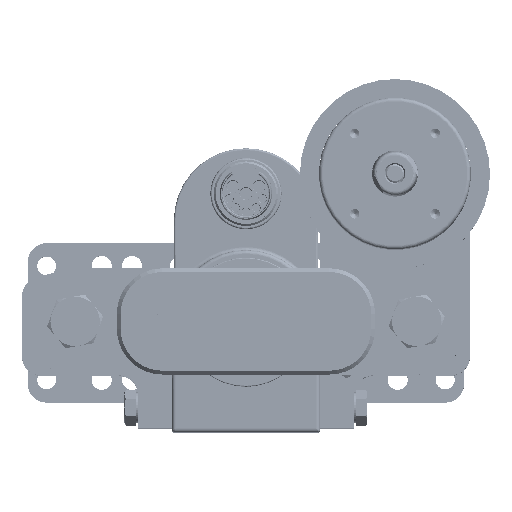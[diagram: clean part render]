
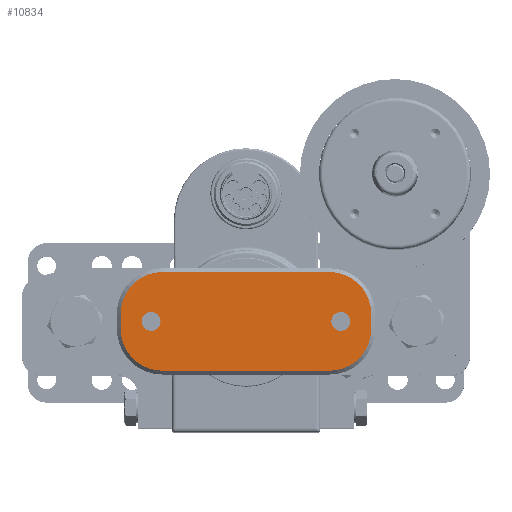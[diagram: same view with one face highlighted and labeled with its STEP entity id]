
A CAD part, top view. The second image highlights one B-rep face of the part: STEP entity #10834.
In plain terms, the highlighted planar face has unit normal (0, 0, 1).
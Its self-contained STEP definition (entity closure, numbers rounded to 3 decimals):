
#458 = CIRCLE ( 'NONE', #58502, 11. ) ;
#540 = CARTESIAN_POINT ( 'NONE',  ( 25., 0., 10. ) ) ;
#753 = CARTESIAN_POINT ( 'NONE',  ( -25., 0., 10. ) ) ;
#766 = EDGE_LOOP ( 'NONE', ( #5745, #41405, #61558, #24046, #58749, #42872, #2249, #26046 ) ) ;
#854 = VERTEX_POINT ( 'NONE', #54651 ) ;
#2249 = ORIENTED_EDGE ( 'NONE', *, *, #38733, .T. ) ;
#2497 = DIRECTION ( 'NONE',  ( 1., 0., 0. ) ) ;
#3047 = CARTESIAN_POINT ( 'NONE',  ( -27.5, 0., 10. ) ) ;
#3346 = PLANE ( 'NONE',  #26114 ) ;
#3662 = CARTESIAN_POINT ( 'NONE',  ( -22., -13., 10. ) ) ;
#4793 = VECTOR ( 'NONE', #10895, 1000. ) ;
#5262 = DIRECTION ( 'NONE',  ( 0., 0., -1. ) ) ;
#5659 = EDGE_CURVE ( 'NONE', #56044, #53014, #23074, .T. ) ;
#5745 = ORIENTED_EDGE ( 'NONE', *, *, #45890, .T. ) ;
#7056 = CIRCLE ( 'NONE', #15050, 2.5 ) ;
#8377 = CARTESIAN_POINT ( 'NONE',  ( 0., 0., 10. ) ) ;
#9181 = DIRECTION ( 'NONE',  ( -1., 0., 0. ) ) ;
#9977 = EDGE_LOOP ( 'NONE', ( #13289, #13820 ) ) ;
#10144 = EDGE_CURVE ( 'NONE', #37225, #42411, #24069, .T. ) ;
#10834 = ADVANCED_FACE ( 'NONE', ( #26906, #13071, #36627 ), #3346, .T. ) ;
#10871 = VECTOR ( 'NONE', #33947, 1000. ) ;
#10895 = DIRECTION ( 'NONE',  ( 1., 0., 0. ) ) ;
#11011 = DIRECTION ( 'NONE',  ( 0., 0., 1. ) ) ;
#12107 = AXIS2_PLACEMENT_3D ( 'NONE', #16308, #11011, #2497 ) ;
#13071 = FACE_BOUND ( 'NONE', #22728, .T. ) ;
#13289 = ORIENTED_EDGE ( 'NONE', *, *, #14068, .T. ) ;
#13528 = DIRECTION ( 'NONE',  ( 0., 1., 0. ) ) ;
#13820 = ORIENTED_EDGE ( 'NONE', *, *, #30202, .T. ) ;
#14068 = EDGE_CURVE ( 'NONE', #60402, #51926, #53628, .T. ) ;
#14533 = DIRECTION ( 'NONE',  ( 0., 0., -1. ) ) ;
#14658 = CARTESIAN_POINT ( 'NONE',  ( 22., 13., 10. ) ) ;
#15050 = AXIS2_PLACEMENT_3D ( 'NONE', #753, #14533, #52761 ) ;
#15338 = CARTESIAN_POINT ( 'NONE',  ( -33., -2., 10. ) ) ;
#16308 = CARTESIAN_POINT ( 'NONE',  ( 22., -2., 10. ) ) ;
#17066 = CIRCLE ( 'NONE', #12107, 11. ) ;
#18438 = VERTEX_POINT ( 'NONE', #3047 ) ;
#19281 = VERTEX_POINT ( 'NONE', #45688 ) ;
#19459 = DIRECTION ( 'NONE',  ( 0., 0., 1. ) ) ;
#19841 = CIRCLE ( 'NONE', #54895, 2.5 ) ;
#21089 = AXIS2_PLACEMENT_3D ( 'NONE', #33041, #27701, #41204 ) ;
#21976 = DIRECTION ( 'NONE',  ( 0., 0., 1. ) ) ;
#22158 = DIRECTION ( 'NONE',  ( 1., 0., 0. ) ) ;
#22728 = EDGE_LOOP ( 'NONE', ( #25172, #29042 ) ) ;
#22978 = EDGE_CURVE ( 'NONE', #854, #56044, #37399, .T. ) ;
#23074 = CIRCLE ( 'NONE', #21089, 11. ) ;
#23198 = VERTEX_POINT ( 'NONE', #54533 ) ;
#24046 = ORIENTED_EDGE ( 'NONE', *, *, #41925, .T. ) ;
#24069 = CIRCLE ( 'NONE', #39170, 11. ) ;
#24488 = CARTESIAN_POINT ( 'NONE',  ( 33., 2., 10. ) ) ;
#25172 = ORIENTED_EDGE ( 'NONE', *, *, #26190, .T. ) ;
#25598 = DIRECTION ( 'NONE',  ( -1., 0., 0. ) ) ;
#25893 = CARTESIAN_POINT ( 'NONE',  ( -22., 13., 10. ) ) ;
#25931 = DIRECTION ( 'NONE',  ( 0., 0., -1. ) ) ;
#26046 = ORIENTED_EDGE ( 'NONE', *, *, #56347, .T. ) ;
#26114 = AXIS2_PLACEMENT_3D ( 'NONE', #8377, #46904, #22158 ) ;
#26190 = EDGE_CURVE ( 'NONE', #18438, #23198, #7056, .T. ) ;
#26849 = VERTEX_POINT ( 'NONE', #25893 ) ;
#26906 = FACE_BOUND ( 'NONE', #9977, .T. ) ;
#27701 = DIRECTION ( 'NONE',  ( 0., 0., 1. ) ) ;
#29042 = ORIENTED_EDGE ( 'NONE', *, *, #35854, .T. ) ;
#30202 = EDGE_CURVE ( 'NONE', #51926, #60402, #59844, .T. ) ;
#32909 = VECTOR ( 'NONE', #13528, 1000. ) ;
#33041 = CARTESIAN_POINT ( 'NONE',  ( 22., 2., 10. ) ) ;
#33622 = CARTESIAN_POINT ( 'NONE',  ( 22.5, 0., 10. ) ) ;
#33947 = DIRECTION ( 'NONE',  ( -1., 0., 0. ) ) ;
#33961 = CARTESIAN_POINT ( 'NONE',  ( -25., 0., 10. ) ) ;
#35633 = EDGE_CURVE ( 'NONE', #42411, #56871, #43481, .T. ) ;
#35854 = EDGE_CURVE ( 'NONE', #23198, #18438, #19841, .T. ) ;
#36627 = FACE_OUTER_BOUND ( 'NONE', #766, .T. ) ;
#37225 = VERTEX_POINT ( 'NONE', #42587 ) ;
#37399 = LINE ( 'NONE', #56755, #32909 ) ;
#38733 = EDGE_CURVE ( 'NONE', #53014, #26849, #45093, .T. ) ;
#38974 = DIRECTION ( 'NONE',  ( 0., 0., -1. ) ) ;
#39170 = AXIS2_PLACEMENT_3D ( 'NONE', #52352, #19459, #47365 ) ;
#41130 = DIRECTION ( 'NONE',  ( 1., 0., 0. ) ) ;
#41204 = DIRECTION ( 'NONE',  ( 1., 0., 0. ) ) ;
#41405 = ORIENTED_EDGE ( 'NONE', *, *, #10144, .T. ) ;
#41925 = EDGE_CURVE ( 'NONE', #56871, #854, #17066, .T. ) ;
#42411 = VERTEX_POINT ( 'NONE', #3662 ) ;
#42587 = CARTESIAN_POINT ( 'NONE',  ( -33., -2., 10. ) ) ;
#42872 = ORIENTED_EDGE ( 'NONE', *, *, #5659, .T. ) ;
#43251 = CARTESIAN_POINT ( 'NONE',  ( 27.5, 0., 10. ) ) ;
#43481 = LINE ( 'NONE', #53779, #4793 ) ;
#45093 = LINE ( 'NONE', #52358, #10871 ) ;
#45688 = CARTESIAN_POINT ( 'NONE',  ( -33., 2., 10. ) ) ;
#45890 = EDGE_CURVE ( 'NONE', #19281, #37225, #58887, .T. ) ;
#46904 = DIRECTION ( 'NONE',  ( 0., 0., 1. ) ) ;
#47365 = DIRECTION ( 'NONE',  ( 1., 0., 0. ) ) ;
#47506 = VECTOR ( 'NONE', #53873, 1000. ) ;
#47639 = AXIS2_PLACEMENT_3D ( 'NONE', #540, #5262, #57541 ) ;
#49301 = CARTESIAN_POINT ( 'NONE',  ( 22., -13., 10. ) ) ;
#50792 = CARTESIAN_POINT ( 'NONE',  ( -22., 2., 10. ) ) ;
#51926 = VERTEX_POINT ( 'NONE', #43251 ) ;
#52352 = CARTESIAN_POINT ( 'NONE',  ( -22., -2., 10. ) ) ;
#52358 = CARTESIAN_POINT ( 'NONE',  ( -22., 13., 10. ) ) ;
#52761 = DIRECTION ( 'NONE',  ( -1., 0., 0. ) ) ;
#53014 = VERTEX_POINT ( 'NONE', #14658 ) ;
#53628 = CIRCLE ( 'NONE', #47639, 2.5 ) ;
#53779 = CARTESIAN_POINT ( 'NONE',  ( 22., -13., 10. ) ) ;
#53868 = AXIS2_PLACEMENT_3D ( 'NONE', #54716, #25931, #25598 ) ;
#53873 = DIRECTION ( 'NONE',  ( 0., -1., 0. ) ) ;
#54533 = CARTESIAN_POINT ( 'NONE',  ( -22.5, 0., 10. ) ) ;
#54651 = CARTESIAN_POINT ( 'NONE',  ( 33., -2., 10. ) ) ;
#54716 = CARTESIAN_POINT ( 'NONE',  ( 25., 0., 10. ) ) ;
#54895 = AXIS2_PLACEMENT_3D ( 'NONE', #33961, #38974, #9181 ) ;
#56044 = VERTEX_POINT ( 'NONE', #24488 ) ;
#56347 = EDGE_CURVE ( 'NONE', #26849, #19281, #458, .T. ) ;
#56755 = CARTESIAN_POINT ( 'NONE',  ( 33., 2., 10. ) ) ;
#56871 = VERTEX_POINT ( 'NONE', #49301 ) ;
#57541 = DIRECTION ( 'NONE',  ( -1., 0., 0. ) ) ;
#58502 = AXIS2_PLACEMENT_3D ( 'NONE', #50792, #21976, #41130 ) ;
#58749 = ORIENTED_EDGE ( 'NONE', *, *, #22978, .T. ) ;
#58887 = LINE ( 'NONE', #15338, #47506 ) ;
#59844 = CIRCLE ( 'NONE', #53868, 2.5 ) ;
#60402 = VERTEX_POINT ( 'NONE', #33622 ) ;
#61558 = ORIENTED_EDGE ( 'NONE', *, *, #35633, .T. ) ;
